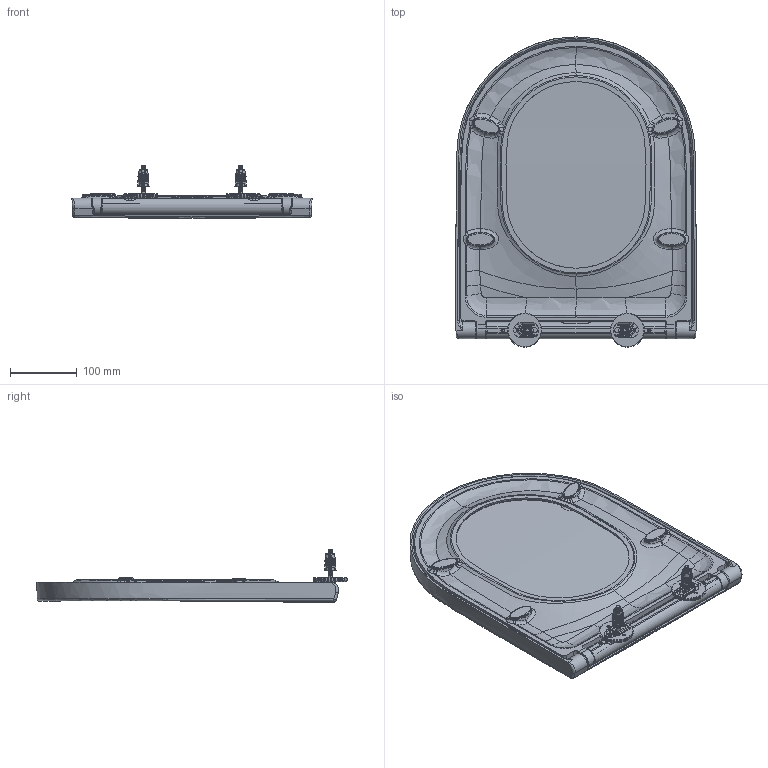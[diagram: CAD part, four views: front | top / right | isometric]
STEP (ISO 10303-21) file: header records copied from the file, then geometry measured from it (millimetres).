
FILE_DESCRIPTION((''),'2;1');
FILE_NAME('A317-SW-RD1_ASM','2020-05-29T',('RD-16'),('Globeunion.com'),'PRO/ENGINEER BY PARAMETRIC TECHNOLOGY CORPORATION, 2011080','PRO/ENGINEER BY PARAMETRIC TECHNOLOGY CORPORATION, 2011080','');
FILE_SCHEMA(('CONFIG_CONTROL_DESIGN'));
Products named in the file (17): 1S317-00-; 1C277-00-EW; 1P130-00-0G; 1P160-01-AG; 1P328-00-OW; BP024_ASM; 1P329-00-0P; 1M232-00-00; 1M180-00-00; 1M231-00-00; 1P336-00-00; 1M045-00-00; 1P076-00-0G; 1P077-B0-00; 1M016-00-00; ASM0001_ASM; A317-SW-RD1_ASM
Assembly tree (21 placements, depth 3):
  A317-SW-RD1_ASM
    1S317-00-
    1C277-00-EW
    1P130-00-0G  x2
    1P160-01-AG  x4
    1P328-00-OW
    BP024_ASM
    1P329-00-0P
    ASM0001_ASM  x2
      1M232-00-00
      1M180-00-00
      1M231-00-00
      1P336-00-00
      1M045-00-00
      1P076-00-0G
      1P077-B0-00
      1M016-00-00
Bounding box: 360.11 x 465.45 x 79.46 mm (x, y, z)
Volume: 1608342.2 mm3; surface area: 636697.8 mm2
Topology: 26 solids, 26 shells, 2632 faces, 6696 edges, 4171 vertices
Faces by surface type: bspline 706, cylinder 654, plane 652, cone 456, torus 148, extrusion 10, sphere 6
Entity records: 104876 total; most frequent: CARTESIAN_POINT 67289, ORIENTED_EDGE 8852, DIRECTION 6297, EDGE_CURVE 4426, VERTEX_POINT 2728, AXIS2_PLACEMENT_3D 2510, B_SPLINE_CURVE_WITH_KNOTS 1871, EDGE_LOOP 1840
